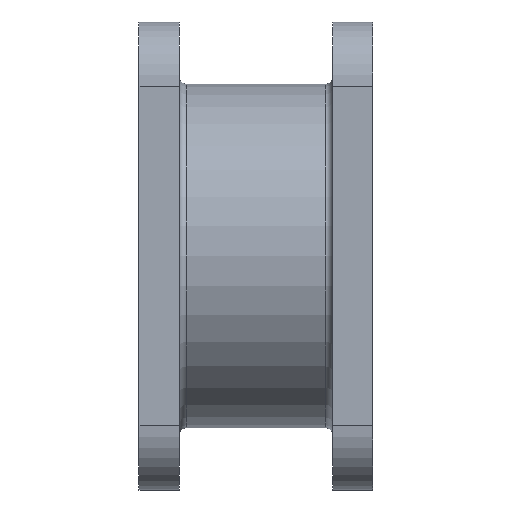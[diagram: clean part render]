
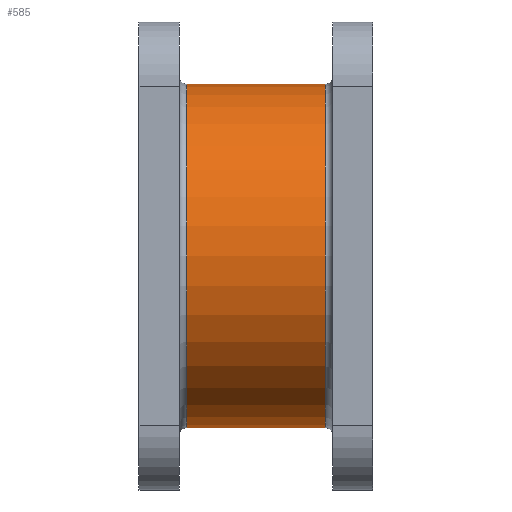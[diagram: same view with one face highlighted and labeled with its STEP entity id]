
A CAD part, front view. The second image highlights one B-rep face of the part: STEP entity #585.
In plain terms, the highlighted cylindrical face has radius 23.5 mm (diameter 47 mm), a partial arc.
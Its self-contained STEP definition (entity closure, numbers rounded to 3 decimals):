
#40 = ORIENTED_EDGE ( 'NONE', *, *, #793, .T. ) ;
#88 = ORIENTED_EDGE ( 'NONE', *, *, #741, .T. ) ;
#162 = ORIENTED_EDGE ( 'NONE', *, *, #833, .T. ) ;
#180 = CIRCLE ( 'NONE', #695, 23.5 ) ;
#234 = ORIENTED_EDGE ( 'NONE', *, *, #748, .F. ) ;
#265 = CIRCLE ( 'NONE', #703, 23.5 ) ;
#313 = LINE ( 'NONE', #1281, #320 ) ;
#316 = LINE ( 'NONE', #1286, #324 ) ;
#320 = VECTOR ( 'NONE', #1275, 1000. ) ;
#324 = VECTOR ( 'NONE', #1280, 1000. ) ;
#385 = CYLINDRICAL_SURFACE ( 'NONE', #760, 23.5 ) ;
#397 = FACE_OUTER_BOUND ( 'NONE', #423, .T. ) ;
#423 = EDGE_LOOP ( 'NONE', ( #234, #162, #88, #40 ) ) ;
#585 = ADVANCED_FACE ( 'NONE', ( #397 ), #385, .T. ) ;
#695 = AXIS2_PLACEMENT_3D ( 'NONE', #959, #956, #955 ) ;
#703 = AXIS2_PLACEMENT_3D ( 'NONE', #1080, #1077, #1073 ) ;
#741 = EDGE_CURVE ( 'NONE', #1451, #1494, #316, .T. ) ;
#748 = EDGE_CURVE ( 'NONE', #1508, #1445, #313, .T. ) ;
#760 = AXIS2_PLACEMENT_3D ( 'NONE', #1429, #1428, #1435 ) ;
#793 = EDGE_CURVE ( 'NONE', #1494, #1445, #265, .T. ) ;
#833 = EDGE_CURVE ( 'NONE', #1508, #1451, #180, .T. ) ;
#955 = DIRECTION ( 'NONE',  ( 0., 0., -1. ) ) ;
#956 = DIRECTION ( 'NONE',  ( -1., 0., 0. ) ) ;
#959 = CARTESIAN_POINT ( 'NONE',  ( 25.5, 0., 0. ) ) ;
#1073 = DIRECTION ( 'NONE',  ( 0., 0., 1. ) ) ;
#1077 = DIRECTION ( 'NONE',  ( 1., 0., 0. ) ) ;
#1080 = CARTESIAN_POINT ( 'NONE',  ( 6.5, 0., 0. ) ) ;
#1113 = CARTESIAN_POINT ( 'NONE',  ( 6.5, 0., -23.5 ) ) ;
#1128 = CARTESIAN_POINT ( 'NONE',  ( 25.5, 0., 23.5 ) ) ;
#1131 = CARTESIAN_POINT ( 'NONE',  ( 25.5, 0., -23.5 ) ) ;
#1148 = CARTESIAN_POINT ( 'NONE',  ( 6.5, 0., 23.5 ) ) ;
#1275 = DIRECTION ( 'NONE',  ( -1., 0., 0. ) ) ;
#1280 = DIRECTION ( 'NONE',  ( -1., 0., 0. ) ) ;
#1281 = CARTESIAN_POINT ( 'NONE',  ( 0., 0., -23.5 ) ) ;
#1286 = CARTESIAN_POINT ( 'NONE',  ( 0., 0., 23.5 ) ) ;
#1428 = DIRECTION ( 'NONE',  ( -1., 0., 0. ) ) ;
#1429 = CARTESIAN_POINT ( 'NONE',  ( 0., 0., 0. ) ) ;
#1435 = DIRECTION ( 'NONE',  ( 0., 0., 1. ) ) ;
#1445 = VERTEX_POINT ( 'NONE', #1113 ) ;
#1451 = VERTEX_POINT ( 'NONE', #1128 ) ;
#1494 = VERTEX_POINT ( 'NONE', #1148 ) ;
#1508 = VERTEX_POINT ( 'NONE', #1131 ) ;
